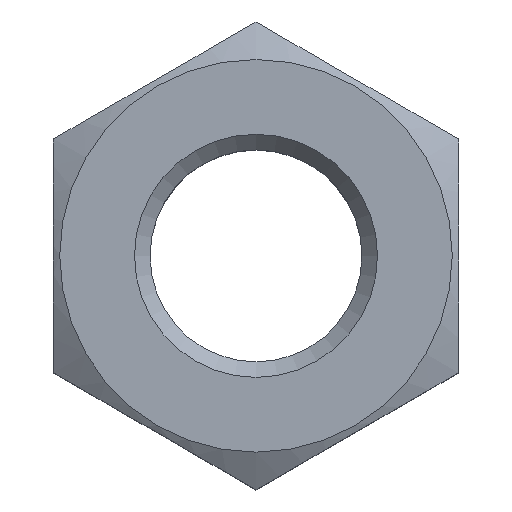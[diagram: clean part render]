
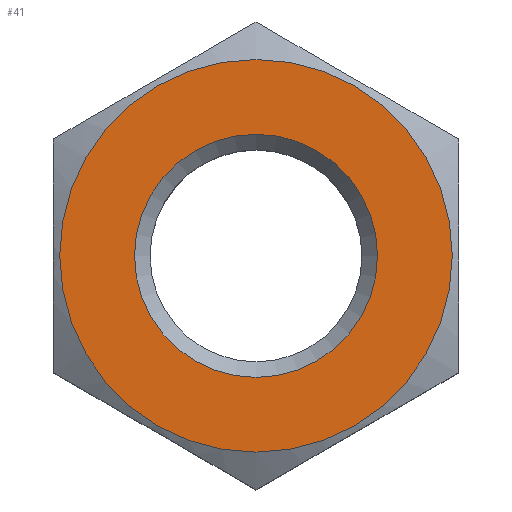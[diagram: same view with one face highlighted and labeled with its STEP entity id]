
A CAD part, top view. The second image highlights one B-rep face of the part: STEP entity #41.
In plain terms, the highlighted planar face has unit normal (0, 0, 1).
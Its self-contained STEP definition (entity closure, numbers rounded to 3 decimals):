
#20 = ORIENTED_EDGE ( 'NONE', *, *, #114, .T. ) ;
#22 = EDGE_LOOP ( 'NONE', ( #20 ) ) ;
#41 = ADVANCED_FACE ( 'NONE', ( #56, #136 ), #285, .T. ) ;
#55 = AXIS2_PLACEMENT_3D ( 'NONE', #145, #173, #172 ) ;
#56 = FACE_BOUND ( 'NONE', #22, .T. ) ;
#60 = AXIS2_PLACEMENT_3D ( 'NONE', #211, #212, #213 ) ;
#88 = EDGE_CURVE ( 'NONE', #261, #261, #482, .T. ) ;
#114 = EDGE_CURVE ( 'NONE', #133, #133, #492, .T. ) ;
#133 = VERTEX_POINT ( 'NONE', #150 ) ;
#136 = FACE_OUTER_BOUND ( 'NONE', #486, .T. ) ;
#145 = CARTESIAN_POINT ( 'NONE',  ( 0., 0., 0. ) ) ;
#150 = CARTESIAN_POINT ( 'NONE',  ( 3.9, 0., 0. ) ) ;
#172 = DIRECTION ( 'NONE',  ( 1., 0., 0. ) ) ;
#173 = DIRECTION ( 'NONE',  ( 0., 0., 1. ) ) ;
#189 = AXIS2_PLACEMENT_3D ( 'NONE', #278, #282, #286 ) ;
#211 = CARTESIAN_POINT ( 'NONE',  ( 0., 0., 0. ) ) ;
#212 = DIRECTION ( 'NONE',  ( 0., 0., -1. ) ) ;
#213 = DIRECTION ( 'NONE',  ( 1., 0., 0. ) ) ;
#220 = CARTESIAN_POINT ( 'NONE',  ( 6.3, 0., 0. ) ) ;
#258 = ORIENTED_EDGE ( 'NONE', *, *, #88, .T. ) ;
#261 = VERTEX_POINT ( 'NONE', #220 ) ;
#278 = CARTESIAN_POINT ( 'NONE',  ( -13., 0., 0. ) ) ;
#282 = DIRECTION ( 'NONE',  ( 0., 0., 1. ) ) ;
#285 = PLANE ( 'NONE',  #189 ) ;
#286 = DIRECTION ( 'NONE',  ( 1., 0., 0. ) ) ;
#482 = CIRCLE ( 'NONE', #55, 6.3 ) ;
#486 = EDGE_LOOP ( 'NONE', ( #258 ) ) ;
#492 = CIRCLE ( 'NONE', #60, 3.9 ) ;
